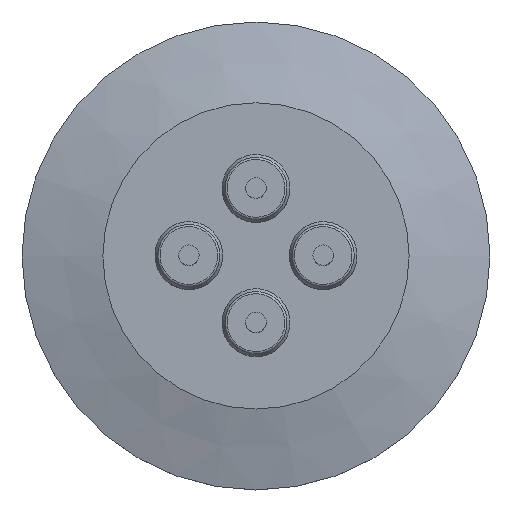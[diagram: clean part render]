
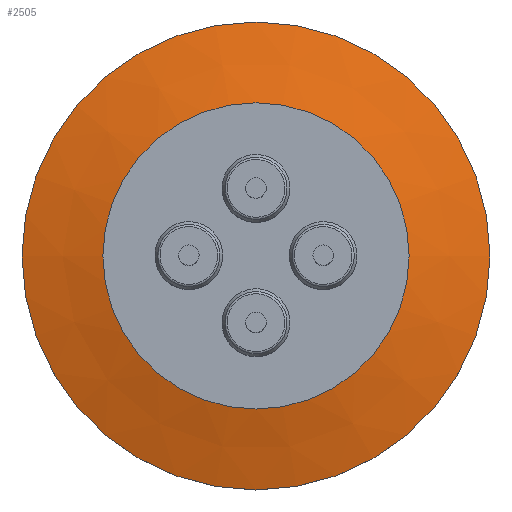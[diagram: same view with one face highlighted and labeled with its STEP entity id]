
A CAD part, top view. The second image highlights one B-rep face of the part: STEP entity #2505.
In plain terms, the highlighted conical face has half-angle 75 degrees and reference radius 17.953 mm.
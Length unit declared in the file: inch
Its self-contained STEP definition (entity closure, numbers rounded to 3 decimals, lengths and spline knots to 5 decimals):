
#32=CONICAL_SURFACE('',#2725,0.70679,1.309);
#212=ORIENTED_EDGE('',*,*,#484,.F.);
#213=ORIENTED_EDGE('',*,*,#479,.T.);
#479=EDGE_CURVE('',#622,#622,#765,.T.);
#484=EDGE_CURVE('',#627,#627,#770,.T.);
#622=VERTEX_POINT('',#3642);
#627=VERTEX_POINT('',#3653);
#765=CIRCLE('',#2712,0.70679);
#770=CIRCLE('',#2718,1.08);
#927=EDGE_LOOP('',(#212));
#928=EDGE_LOOP('',(#213));
#1213=FACE_BOUND('',#927,.T.);
#1214=FACE_BOUND('',#928,.T.);
#2505=ADVANCED_FACE('',(#1213,#1214),#32,.T.);
#2712=AXIS2_PLACEMENT_3D('',#3641,#3102,#3103);
#2718=AXIS2_PLACEMENT_3D('',#3652,#3114,#3115);
#2725=AXIS2_PLACEMENT_3D('',#3660,#3128,#3129);
#3102=DIRECTION('',(0.,0.,-1.));
#3103=DIRECTION('',(-1.,0.,0.));
#3114=DIRECTION('',(0.,0.,-1.));
#3115=DIRECTION('',(-1.,0.,0.));
#3128=DIRECTION('',(0.,0.,-1.));
#3129=DIRECTION('',(-1.,0.,0.));
#3641=CARTESIAN_POINT('',(0.,0.,0.2));
#3642=CARTESIAN_POINT('',(-0.70679,0.,0.2));
#3652=CARTESIAN_POINT('',(0.,0.,0.1));
#3653=CARTESIAN_POINT('',(-1.08,0.,0.1));
#3660=CARTESIAN_POINT('',(0.,0.,0.2));
